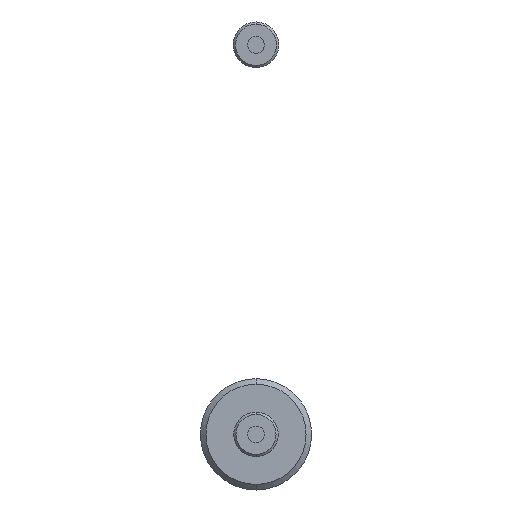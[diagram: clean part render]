
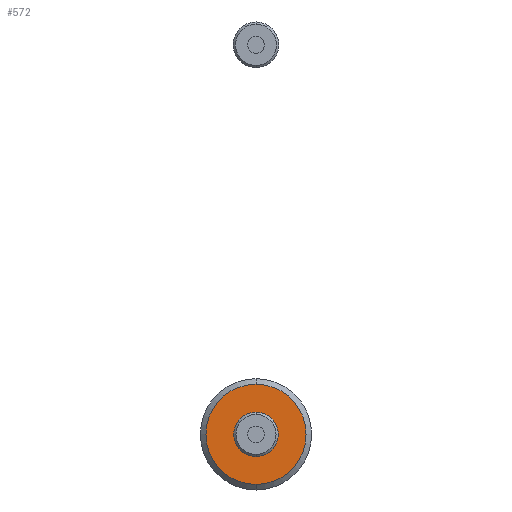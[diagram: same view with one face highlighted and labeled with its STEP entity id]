
A CAD part, left-side view. The second image highlights one B-rep face of the part: STEP entity #572.
In plain terms, the highlighted planar face has unit normal (-1, 0, 0).
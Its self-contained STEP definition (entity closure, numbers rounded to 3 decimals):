
#71 = AXIS2_PLACEMENT_3D ( 'NONE', #1232, #620, #128 ) ;
#80 = CARTESIAN_POINT ( 'NONE',  ( -5., 0., 0. ) ) ;
#91 = ORIENTED_EDGE ( 'NONE', *, *, #897, .T. ) ;
#112 = DIRECTION ( 'NONE',  ( 0., 0., -1. ) ) ;
#128 = DIRECTION ( 'NONE',  ( 0., 0., -1. ) ) ;
#190 = CIRCLE ( 'NONE', #612, 4.5 ) ;
#196 = CARTESIAN_POINT ( 'NONE',  ( -5., 0., 0. ) ) ;
#207 = DIRECTION ( 'NONE',  ( 0., 0., -1. ) ) ;
#244 = ORIENTED_EDGE ( 'NONE', *, *, #428, .T. ) ;
#266 = VERTEX_POINT ( 'NONE', #960 ) ;
#313 = ORIENTED_EDGE ( 'NONE', *, *, #638, .F. ) ;
#320 = CIRCLE ( 'NONE', #469, 4.5 ) ;
#357 = EDGE_CURVE ( 'NONE', #917, #968, #752, .T. ) ;
#393 = DIRECTION ( 'NONE',  ( 0., 0., -1. ) ) ;
#415 = DIRECTION ( 'NONE',  ( 0., 0., -1. ) ) ;
#428 = EDGE_CURVE ( 'NONE', #266, #576, #190, .T. ) ;
#449 = AXIS2_PLACEMENT_3D ( 'NONE', #196, #515, #415 ) ;
#469 = AXIS2_PLACEMENT_3D ( 'NONE', #701, #910, #112 ) ;
#471 = FACE_OUTER_BOUND ( 'NONE', #1248, .T. ) ;
#495 = CARTESIAN_POINT ( 'NONE',  ( -5., 0., 0. ) ) ;
#507 = CARTESIAN_POINT ( 'NONE',  ( -5., 0., 1.75 ) ) ;
#515 = DIRECTION ( 'NONE',  ( 1., 0., 0. ) ) ;
#572 = ADVANCED_FACE ( 'NONE', ( #471, #1011 ), #899, .F. ) ;
#576 = VERTEX_POINT ( 'NONE', #1026 ) ;
#593 = AXIS2_PLACEMENT_3D ( 'NONE', #495, #803, #393 ) ;
#602 = EDGE_LOOP ( 'NONE', ( #313, #861 ) ) ;
#612 = AXIS2_PLACEMENT_3D ( 'NONE', #80, #1104, #207 ) ;
#620 = DIRECTION ( 'NONE',  ( -1., 0., 0. ) ) ;
#638 = EDGE_CURVE ( 'NONE', #968, #917, #706, .T. ) ;
#701 = CARTESIAN_POINT ( 'NONE',  ( -5., 0., 0. ) ) ;
#706 = CIRCLE ( 'NONE', #593, 1.75 ) ;
#752 = CIRCLE ( 'NONE', #71, 1.75 ) ;
#803 = DIRECTION ( 'NONE',  ( -1., 0., 0. ) ) ;
#861 = ORIENTED_EDGE ( 'NONE', *, *, #357, .F. ) ;
#897 = EDGE_CURVE ( 'NONE', #576, #266, #320, .T. ) ;
#899 = PLANE ( 'NONE',  #449 ) ;
#910 = DIRECTION ( 'NONE',  ( -1., 0., 0. ) ) ;
#917 = VERTEX_POINT ( 'NONE', #507 ) ;
#960 = CARTESIAN_POINT ( 'NONE',  ( -5., 0., -4.5 ) ) ;
#968 = VERTEX_POINT ( 'NONE', #1129 ) ;
#1011 = FACE_BOUND ( 'NONE', #602, .T. ) ;
#1026 = CARTESIAN_POINT ( 'NONE',  ( -5., 0., 4.5 ) ) ;
#1104 = DIRECTION ( 'NONE',  ( -1., 0., 0. ) ) ;
#1129 = CARTESIAN_POINT ( 'NONE',  ( -5., 0., -1.75 ) ) ;
#1232 = CARTESIAN_POINT ( 'NONE',  ( -5., 0., 0. ) ) ;
#1248 = EDGE_LOOP ( 'NONE', ( #244, #91 ) ) ;
